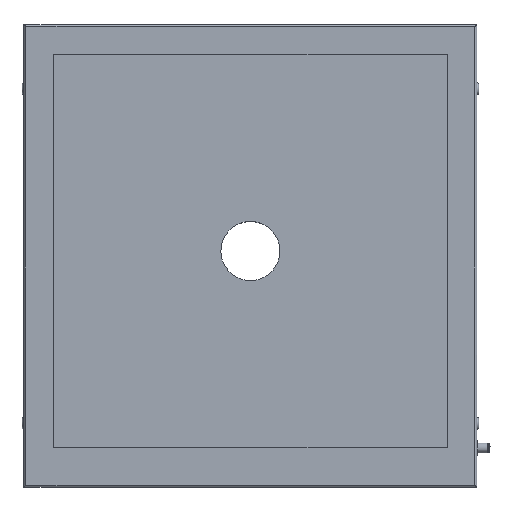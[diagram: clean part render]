
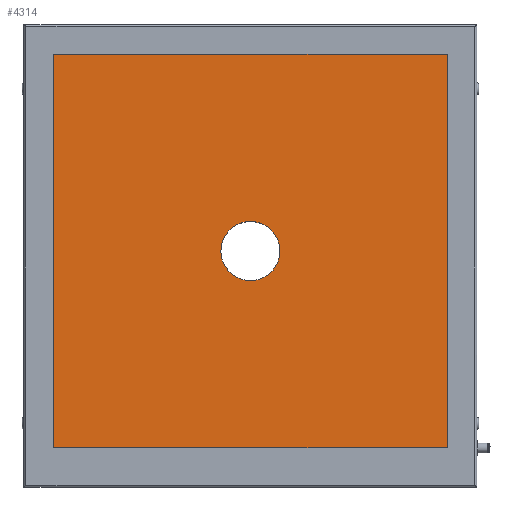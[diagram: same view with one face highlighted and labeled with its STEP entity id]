
A CAD part, top view. The second image highlights one B-rep face of the part: STEP entity #4314.
In plain terms, the highlighted planar face has unit normal (0, 0, 1).
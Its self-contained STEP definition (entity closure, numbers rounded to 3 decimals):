
#1896=VECTOR('',#3389,1.);
#1899=VECTOR('',#3394,1.);
#1901=VECTOR('',#3398,1.);
#1902=VECTOR('',#3401,1.);
#1958=LINE('',#3935,#1896);
#1961=LINE('',#3940,#1899);
#1963=LINE('',#3944,#1901);
#1964=LINE('',#3946,#1902);
#2000=PLANE('',#4173);
#2316=ORIENTED_EDGE('',*,*,#2739,.T.);
#2317=ORIENTED_EDGE('',*,*,#2741,.T.);
#2318=ORIENTED_EDGE('',*,*,#2742,.T.);
#2319=ORIENTED_EDGE('',*,*,#2736,.T.);
#2320=ORIENTED_EDGE('',*,*,#2743,.F.);
#2450=CIRCLE('',#4174,15.);
#2568=VERTEX_POINT('',#3932);
#2569=VERTEX_POINT('',#3934);
#2570=VERTEX_POINT('',#3938);
#2571=VERTEX_POINT('',#3942);
#2572=VERTEX_POINT('',#3948);
#2736=EDGE_CURVE('',#2569,#2568,#1958,.T.);
#2739=EDGE_CURVE('',#2568,#2570,#1961,.T.);
#2741=EDGE_CURVE('',#2570,#2571,#1963,.T.);
#2742=EDGE_CURVE('',#2571,#2569,#1964,.T.);
#2743=EDGE_CURVE('',#2572,#2572,#2450,.T.);
#2867=EDGE_LOOP('',(#2316,#2317,#2318,#2319));
#2868=EDGE_LOOP('',(#2320));
#3015=FACE_BOUND('',#2867,.T.);
#3016=FACE_BOUND('',#2868,.T.);
#3389=DIRECTION('',(0.,-200.,0.));
#3394=DIRECTION('',(200.,0.,0.));
#3398=DIRECTION('',(0.,200.,0.));
#3401=DIRECTION('',(-200.,0.,0.));
#3402=DIRECTION('',(0.,0.,1.));
#3403=DIRECTION('',(0.,-1.,0.));
#3404=DIRECTION('',(0.,0.,1.));
#3405=DIRECTION('',(0.,15.,0.));
#3932=CARTESIAN_POINT('',(15.,15.,9.));
#3934=CARTESIAN_POINT('',(15.,215.,9.));
#3935=CARTESIAN_POINT('',(15.,215.,9.));
#3938=CARTESIAN_POINT('',(215.,15.,9.));
#3940=CARTESIAN_POINT('',(15.,15.,9.));
#3942=CARTESIAN_POINT('',(215.,215.,9.));
#3944=CARTESIAN_POINT('',(215.,15.,9.));
#3946=CARTESIAN_POINT('',(215.,215.,9.));
#3947=CARTESIAN_POINT('',(15.,15.,9.));
#3948=CARTESIAN_POINT('',(115.,130.,9.));
#3949=CARTESIAN_POINT('',(115.,115.,9.));
#4173=AXIS2_PLACEMENT_3D('',#3947,#3402,#3403);
#4174=AXIS2_PLACEMENT_3D('',#3949,#3404,#3405);
#4314=ADVANCED_FACE('',(#3015,#3016),#2000,.T.);
